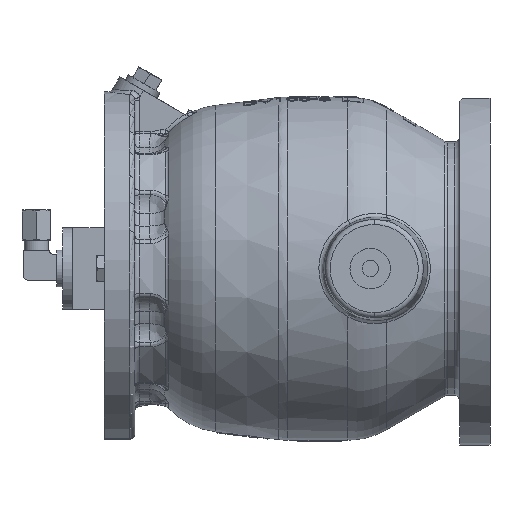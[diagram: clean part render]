
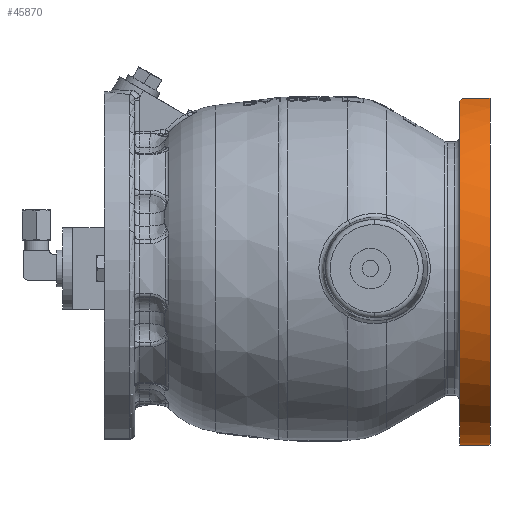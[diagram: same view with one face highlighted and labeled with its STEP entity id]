
A CAD part, front view. The second image highlights one B-rep face of the part: STEP entity #45870.
In plain terms, the highlighted cylindrical face has radius 87 mm (diameter 174 mm), a partial arc.
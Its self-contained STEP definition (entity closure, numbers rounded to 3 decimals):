
#5004 = EDGE_CURVE ( 'NONE', #31492, #21714, #34290, .T. ) ;
#6821 = VERTEX_POINT ( 'NONE', #29113 ) ;
#8334 = AXIS2_PLACEMENT_3D ( 'NONE', #34929, #11214, #66205 ) ;
#11121 = CARTESIAN_POINT ( 'NONE',  ( 177.5, -30.443, 81.5 ) ) ;
#11214 = DIRECTION ( 'NONE',  ( -1., 0., 0. ) ) ;
#14059 = AXIS2_PLACEMENT_3D ( 'NONE', #36394, #36335, #50422 ) ;
#19628 = VECTOR ( 'NONE', #68676, 1000. ) ;
#21229 = LINE ( 'NONE', #47115, #65331 ) ;
#21550 = CARTESIAN_POINT ( 'NONE',  ( 192.5, -22.65, 84. ) ) ;
#21714 = VERTEX_POINT ( 'NONE', #62514 ) ;
#29113 = CARTESIAN_POINT ( 'NONE',  ( 177.5, 0., -87. ) ) ;
#30898 = DIRECTION ( 'NONE',  ( -1., 0., 0. ) ) ;
#31492 = VERTEX_POINT ( 'NONE', #21550 ) ;
#32052 = ORIENTED_EDGE ( 'NONE', *, *, #48728, .F. ) ;
#34290 = CIRCLE ( 'NONE', #58837, 87. ) ;
#34328 = LINE ( 'NONE', #68462, #19628 ) ;
#34929 = CARTESIAN_POINT ( 'NONE',  ( 177.5, 0., 0. ) ) ;
#36335 = DIRECTION ( 'NONE',  ( 1., 0., 0. ) ) ;
#36394 = CARTESIAN_POINT ( 'NONE',  ( -88.046, 0., 0. ) ) ;
#36891 = ORIENTED_EDGE ( 'NONE', *, *, #5004, .F. ) ;
#38038 = EDGE_CURVE ( 'NONE', #54529, #63229, #66952, .T. ) ;
#39070 = CARTESIAN_POINT ( 'NONE',  ( 177.5, -29.742, 81.762 ) ) ;
#39396 = CARTESIAN_POINT ( 'NONE',  ( 177.5, -30.443, 81.5 ) ) ;
#39407 = CARTESIAN_POINT ( 'NONE',  ( 177.54, -29.043, 82.012 ) ) ;
#39542 = CARTESIAN_POINT ( 'NONE',  ( 177.692, -27.648, 82.493 ) ) ;
#39552 = CARTESIAN_POINT ( 'NONE',  ( 177.803, -26.951, 82.724 ) ) ;
#39624 = CARTESIAN_POINT ( 'NONE',  ( 178.037, -25.908, 83.054 ) ) ;
#39639 = CARTESIAN_POINT ( 'NONE',  ( 178.126, -25.561, 83.161 ) ) ;
#39721 = CARTESIAN_POINT ( 'NONE',  ( 178.334, -24.873, 83.369 ) ) ;
#39772 = CARTESIAN_POINT ( 'NONE',  ( 178.452, -24.532, 83.47 ) ) ;
#39784 = CARTESIAN_POINT ( 'NONE',  ( 178.664, -24.034, 83.615 ) ) ;
#39861 = CARTESIAN_POINT ( 'NONE',  ( 178.741, -23.869, 83.662 ) ) ;
#39869 = CARTESIAN_POINT ( 'NONE',  ( 178.911, -23.549, 83.752 ) ) ;
#39944 = CARTESIAN_POINT ( 'NONE',  ( 179.004, -23.394, 83.796 ) ) ;
#40009 = CARTESIAN_POINT ( 'NONE',  ( 179.219, -23.099, 83.878 ) ) ;
#40087 = CARTESIAN_POINT ( 'NONE',  ( 179.34, -22.959, 83.916 ) ) ;
#40236 = CARTESIAN_POINT ( 'NONE',  ( 179.561, -22.789, 83.962 ) ) ;
#40312 = CARTESIAN_POINT ( 'NONE',  ( 179.639, -22.741, 83.975 ) ) ;
#40322 = CARTESIAN_POINT ( 'NONE',  ( 179.811, -22.67, 83.994 ) ) ;
#40398 = CARTESIAN_POINT ( 'NONE',  ( 179.905, -22.65, 84. ) ) ;
#40458 = CARTESIAN_POINT ( 'NONE',  ( 180., -22.65, 84. ) ) ;
#44182 = CIRCLE ( 'NONE', #8334, 87. ) ;
#45397 = ORIENTED_EDGE ( 'NONE', *, *, #38038, .F. ) ;
#45870 = ADVANCED_FACE ( 'NONE', ( #56781 ), #64626, .T. ) ;
#46053 = EDGE_CURVE ( 'NONE', #6821, #21714, #34328, .T. ) ;
#46438 = EDGE_LOOP ( 'NONE', ( #32052, #52782, #36891, #60761, #45397 ) ) ;
#47115 = CARTESIAN_POINT ( 'NONE',  ( -88.046, -22.65, 84. ) ) ;
#48728 = EDGE_CURVE ( 'NONE', #6821, #54529, #44182, .T. ) ;
#50422 = DIRECTION ( 'NONE',  ( 0., 0., -1. ) ) ;
#51640 = CARTESIAN_POINT ( 'NONE',  ( 180., -22.65, 84. ) ) ;
#52782 = ORIENTED_EDGE ( 'NONE', *, *, #46053, .T. ) ;
#54529 = VERTEX_POINT ( 'NONE', #11121 ) ;
#56192 = EDGE_CURVE ( 'NONE', #31492, #63229, #21229, .T. ) ;
#56781 = FACE_OUTER_BOUND ( 'NONE', #46438, .T. ) ;
#58837 = AXIS2_PLACEMENT_3D ( 'NONE', #60353, #60692, #61088 ) ;
#60353 = CARTESIAN_POINT ( 'NONE',  ( 192.5, 0., 0. ) ) ;
#60692 = DIRECTION ( 'NONE',  ( 1., 0., 0. ) ) ;
#60761 = ORIENTED_EDGE ( 'NONE', *, *, #56192, .T. ) ;
#61088 = DIRECTION ( 'NONE',  ( 0., 0., -1. ) ) ;
#62514 = CARTESIAN_POINT ( 'NONE',  ( 192.5, 0., -87. ) ) ;
#63229 = VERTEX_POINT ( 'NONE', #51640 ) ;
#64626 = CYLINDRICAL_SURFACE ( 'NONE', #14059, 87. ) ;
#65331 = VECTOR ( 'NONE', #30898, 1000. ) ;
#66205 = DIRECTION ( 'NONE',  ( 0., 0., -1. ) ) ;
#66952 = B_SPLINE_CURVE_WITH_KNOTS ( 'NONE', 3,
 ( #39396, #39070, #39407, #39542, #39552, #39624, #39639, #39721, #39772, #39784, #39861, #39869, #39944, #40009, #40087, #40236, #40312, #40322, #40398, #40458 ),
 .UNSPECIFIED., .F., .F.,
 ( 4, 2, 2, 2, 2, 2, 2, 2, 2, 4 ),
 ( 0., 0.002, 0.004, 0.006, 0.007, 0.007, 0.008, 0.008, 0.009, 0.009 ),
 .UNSPECIFIED. ) ;
#68462 = CARTESIAN_POINT ( 'NONE',  ( -88.046, 0., -87. ) ) ;
#68676 = DIRECTION ( 'NONE',  ( 1., 0., 0. ) ) ;
